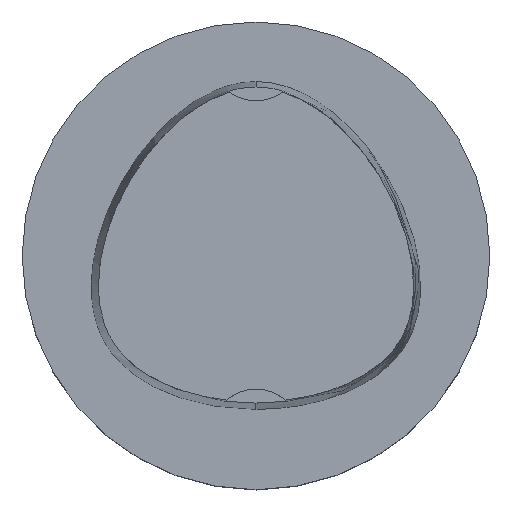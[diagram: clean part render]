
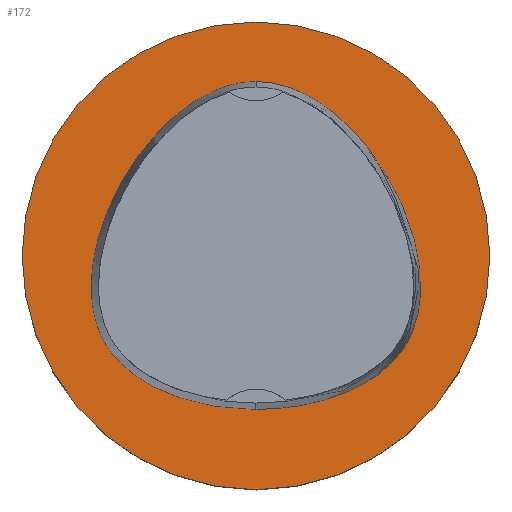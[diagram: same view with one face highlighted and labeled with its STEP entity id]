
A CAD part, top view. The second image highlights one B-rep face of the part: STEP entity #172.
In plain terms, the highlighted planar face has unit normal (0, 0, 1).
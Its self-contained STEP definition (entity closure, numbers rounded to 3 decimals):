
#115=EDGE_CURVE('240[2]',#264,#265,#266,.T.);
#119=EDGE_CURVE('240[2]',#265,#264,#271,.T.);
#140=EDGE_CURVE('240[2]',#301,#301,#302,.T.);
#172=ADVANCED_FACE('240[2]',(#343,#344),#345,.T.);
#264=VERTEX_POINT('',#739);
#265=VERTEX_POINT('',#740);
#266=B_SPLINE_CURVE_WITH_KNOTS('',3,(#741,#742,#743,#744,#745,#746,#747,#748,#749,#750,#751,#752,#753,#754,#755,#756,#757,#758,#759,#760),.UNSPECIFIED.,.F.,.F.,(4,2,2,2,2,2,2,2,2,4),(0.0,12.537,20.301,27.626,37.858,52.643,74.802,96.071,106.299,115.973),.UNSPECIFIED.);
#271=B_SPLINE_CURVE_WITH_KNOTS('',3,(#768,#769,#770,#771,#772,#773,#774,#775,#776,#777,#778,#779,#780,#781,#782,#783,#784,#785,#786,#787),.UNSPECIFIED.,.F.,.F.,(4,2,2,2,2,2,2,2,2,4),(0.0,4.776,11.273,21.392,34.435,42.606,50.255,61.049,76.294,98.645),.UNSPECIFIED.);
#301=VERTEX_POINT('',#1047);
#302=CIRCLE('',#1048,31.493);
#343=FACE_BOUND('',#1211,.T.);
#344=FACE_OUTER_BOUND('',#1212,.T.);
#345=PLANE('',#1213);
#739=CARTESIAN_POINT('',(0.,-20.675,0.));
#740=CARTESIAN_POINT('',(0.,23.475,0.));
#741=CARTESIAN_POINT('',(0.07,-20.675,0.));
#742=CARTESIAN_POINT('',(-4.109,-20.683,0.));
#743=CARTESIAN_POINT('',(-8.287,-19.956,0.));
#744=CARTESIAN_POINT('',(-14.082,-17.605,0.));
#745=CARTESIAN_POINT('',(-16.208,-16.371,0.));
#746=CARTESIAN_POINT('',(-19.575,-13.185,0.));
#747=CARTESIAN_POINT('',(-20.433,-11.678,0.));
#748=CARTESIAN_POINT('',(-21.622,-8.993,0.));
#749=CARTESIAN_POINT('',(-21.993,-7.308,0.));
#750=CARTESIAN_POINT('',(-22.314,-3.133,0.));
#751=CARTESIAN_POINT('',(-22.006,-0.592,0.));
#752=CARTESIAN_POINT('',(-20.497,5.424,0.));
#753=CARTESIAN_POINT('',(-18.839,9.102,0.));
#754=CARTESIAN_POINT('',(-14.476,15.583,0.));
#755=CARTESIAN_POINT('',(-11.858,18.355,0.));
#756=CARTESIAN_POINT('',(-7.62,21.285,0.));
#757=CARTESIAN_POINT('',(-6.128,22.093,0.));
#758=CARTESIAN_POINT('',(-3.063,23.182,0.));
#759=CARTESIAN_POINT('',(-1.51,23.484,0.));
#760=CARTESIAN_POINT('',(0.07,23.475,0.));
#768=CARTESIAN_POINT('',(-0.07,23.475,0.));
#769=CARTESIAN_POINT('',(1.522,23.484,0.));
#770=CARTESIAN_POINT('',(3.087,23.177,0.));
#771=CARTESIAN_POINT('',(6.626,21.911,0.));
#772=CARTESIAN_POINT('',(8.53,20.764,0.));
#773=CARTESIAN_POINT('',(12.886,17.32,0.));
#774=CARTESIAN_POINT('',(15.194,14.633,0.));
#775=CARTESIAN_POINT('',(19.397,8.088,0.));
#776=CARTESIAN_POINT('',(21.073,3.976,0.));
#777=CARTESIAN_POINT('',(22.24,-2.462,0.));
#778=CARTESIAN_POINT('',(22.346,-5.06,0.));
#779=CARTESIAN_POINT('',(21.42,-9.835,0.));
#780=CARTESIAN_POINT('',(20.581,-11.401,0.));
#781=CARTESIAN_POINT('',(19.016,-13.762,0.));
#782=CARTESIAN_POINT('',(17.838,-14.94,0.));
#783=CARTESIAN_POINT('',(14.633,-17.335,0.));
#784=CARTESIAN_POINT('',(12.452,-18.371,0.));
#785=CARTESIAN_POINT('',(6.952,-20.185,0.));
#786=CARTESIAN_POINT('',(3.387,-20.682,0.));
#787=CARTESIAN_POINT('',(-0.07,-20.675,0.));
#1047=CARTESIAN_POINT('',(0.,31.493,0.));
#1048=AXIS2_PLACEMENT_3D('',#1373,#1374,#1375);
#1211=EDGE_LOOP('',(#1409,#1410));
#1212=EDGE_LOOP('',(#1411));
#1213=AXIS2_PLACEMENT_3D('',#1412,#1413,#1414);
#1373=CARTESIAN_POINT('',(0.0,0.0,0.0));
#1374=DIRECTION('',(0.,0.,-1.0));
#1375=DIRECTION('',(0.,1.0,0.));
#1409=ORIENTED_EDGE('',*,*,#115,.T.);
#1410=ORIENTED_EDGE('',*,*,#119,.T.);
#1411=ORIENTED_EDGE('',*,*,#140,.F.);
#1412=CARTESIAN_POINT('',(0.,15.746,0.));
#1413=DIRECTION('',(0.,0.,1.0));
#1414=DIRECTION('',(1.0,0.,0.0));
